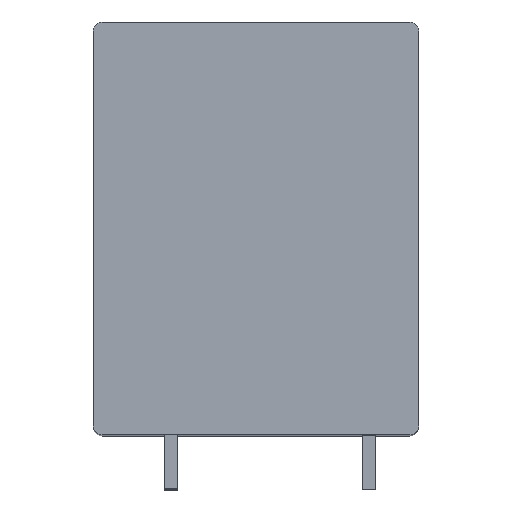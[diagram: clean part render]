
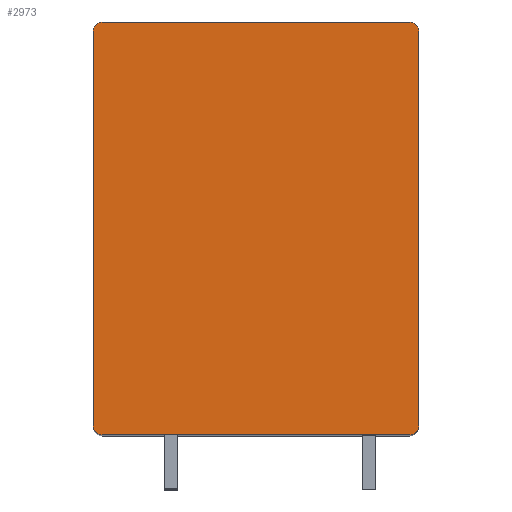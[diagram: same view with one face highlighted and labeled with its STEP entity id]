
A CAD part, top view. The second image highlights one B-rep face of the part: STEP entity #2973.
In plain terms, the highlighted planar face has unit normal (0, 0, 1).
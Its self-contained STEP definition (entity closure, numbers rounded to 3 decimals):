
#301=CARTESIAN_POINT('',(11.65,14.95,5.));
#302=DIRECTION('',(0.,0.,1.));
#303=DIRECTION('',(1.,0.,0.));
#304=AXIS2_PLACEMENT_3D('',#301,#302,#303);
#306=DIRECTION('',(0.,1.,0.));
#307=VECTOR('',#306,29.9);
#308=CARTESIAN_POINT('',(12.35,-14.95,5.));
#309=LINE('',#308,#307);
#310=CARTESIAN_POINT('',(11.65,-14.95,5.));
#311=DIRECTION('',(0.,0.,1.));
#312=DIRECTION('',(0.,-1.,0.));
#313=AXIS2_PLACEMENT_3D('',#310,#311,#312);
#315=DIRECTION('',(1.,0.,0.));
#316=VECTOR('',#315,23.3);
#317=CARTESIAN_POINT('',(-11.65,-15.65,5.));
#318=LINE('',#317,#316);
#319=CARTESIAN_POINT('',(-11.65,-14.95,5.));
#320=DIRECTION('',(0.,0.,1.));
#321=DIRECTION('',(-1.,0.,0.));
#322=AXIS2_PLACEMENT_3D('',#319,#320,#321);
#324=DIRECTION('',(0.,-1.,0.));
#325=VECTOR('',#324,29.9);
#326=CARTESIAN_POINT('',(-12.35,14.95,5.));
#327=LINE('',#326,#325);
#328=CARTESIAN_POINT('',(-11.65,14.95,5.));
#329=DIRECTION('',(0.,0.,1.));
#330=DIRECTION('',(0.,1.,0.));
#331=AXIS2_PLACEMENT_3D('',#328,#329,#330);
#333=DIRECTION('',(-1.,0.,0.));
#334=VECTOR('',#333,23.3);
#335=CARTESIAN_POINT('',(11.65,15.65,5.));
#336=LINE('',#335,#334);
#2109=CARTESIAN_POINT('',(12.35,14.95,5.));
#2110=VERTEX_POINT('',#2109);
#2111=CARTESIAN_POINT('',(11.65,15.65,5.));
#2112=VERTEX_POINT('',#2111);
#2117=CARTESIAN_POINT('',(11.65,-15.65,5.));
#2118=VERTEX_POINT('',#2117);
#2119=CARTESIAN_POINT('',(12.35,-14.95,5.));
#2120=VERTEX_POINT('',#2119);
#2125=CARTESIAN_POINT('',(-12.35,-14.95,5.));
#2126=VERTEX_POINT('',#2125);
#2127=CARTESIAN_POINT('',(-11.65,-15.65,5.));
#2128=VERTEX_POINT('',#2127);
#2133=CARTESIAN_POINT('',(-11.65,15.65,5.));
#2134=CARTESIAN_POINT('',(-12.35,14.95,5.));
#2135=VERTEX_POINT('',#2133);
#2136=VERTEX_POINT('',#2134);
#2957=CARTESIAN_POINT('',(0.,0.,5.));
#2958=DIRECTION('',(0.,0.,1.));
#2959=DIRECTION('',(1.,0.,0.));
#2960=AXIS2_PLACEMENT_3D('',#2957,#2958,#2959);
#2961=PLANE('',#2960);
#2962=ORIENTED_EDGE('',*,*,#2716,.F.);
#2963=ORIENTED_EDGE('',*,*,#2732,.F.);
#2964=ORIENTED_EDGE('',*,*,#2745,.F.);
#2965=ORIENTED_EDGE('',*,*,#2760,.F.);
#2966=ORIENTED_EDGE('',*,*,#2923,.F.);
#2967=ORIENTED_EDGE('',*,*,#2938,.F.);
#2968=ORIENTED_EDGE('',*,*,#2948,.F.);
#2970=ORIENTED_EDGE('',*,*,#2969,.F.);
#2971=EDGE_LOOP('',(#2962,#2963,#2964,#2965,#2966,#2967,#2968,#2970));
#2972=FACE_OUTER_BOUND('',#2971,.F.);
#2973=ADVANCED_FACE('',(#2972),#2961,.T.);
#305=CIRCLE('',#304,0.7);
#314=CIRCLE('',#313,0.7);
#323=CIRCLE('',#322,0.7);
#332=CIRCLE('',#331,0.7);
#2716=EDGE_CURVE('',#2110,#2112,#305,.T.);
#2732=EDGE_CURVE('',#2120,#2110,#309,.T.);
#2745=EDGE_CURVE('',#2118,#2120,#314,.T.);
#2760=EDGE_CURVE('',#2128,#2118,#318,.T.);
#2923=EDGE_CURVE('',#2126,#2128,#323,.T.);
#2938=EDGE_CURVE('',#2136,#2126,#327,.T.);
#2948=EDGE_CURVE('',#2135,#2136,#332,.T.);
#2969=EDGE_CURVE('',#2112,#2135,#336,.T.);
